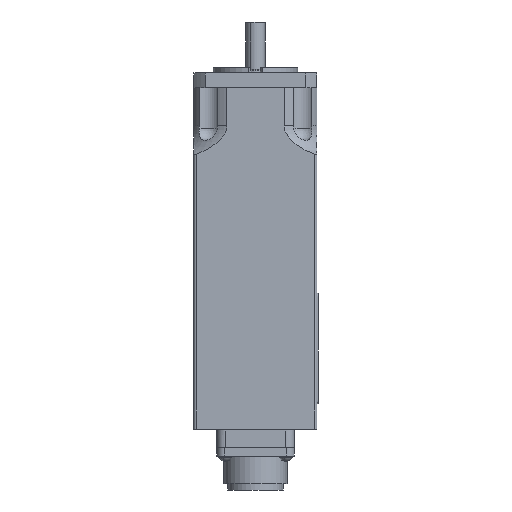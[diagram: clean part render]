
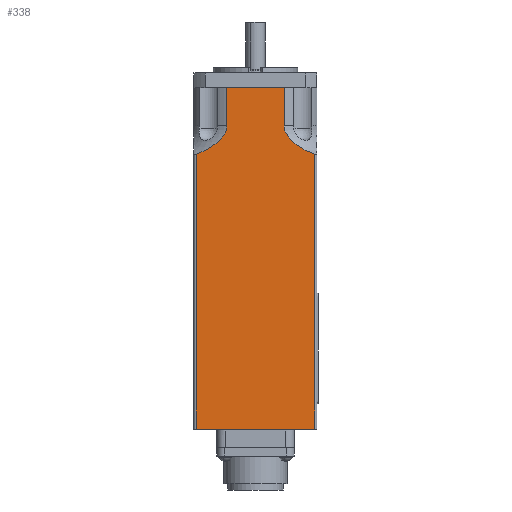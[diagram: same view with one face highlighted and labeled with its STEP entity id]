
A CAD part, front view. The second image highlights one B-rep face of the part: STEP entity #338.
In plain terms, the highlighted planar face has unit normal (0, -1, 0).
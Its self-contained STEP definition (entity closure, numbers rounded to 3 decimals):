
#52 = EDGE_CURVE ( 'NONE', #336, #65, #4870, .T. ) ;
#65 = VERTEX_POINT ( 'NONE', #4811 ) ;
#95 = VERTEX_POINT ( 'NONE', #4786 ) ;
#155 = VERTEX_POINT ( 'NONE', #8006 ) ;
#161 = VERTEX_POINT ( 'NONE', #7995 ) ;
#163 = EDGE_CURVE ( 'NONE', #155, #161, #7994, .T. ) ;
#336 = VERTEX_POINT ( 'NONE', #5289 ) ;
#338 = ADVANCED_FACE ( 'NONE', ( #5288 ), #5287, .T. ) ;
#339 = EDGE_LOOP ( 'NONE', ( #340, #341, #342, #343, #364, #365, #368, #370 ) ) ;
#340 = ORIENTED_EDGE ( 'NONE', *, *, #346, .T. ) ;
#341 = ORIENTED_EDGE ( 'NONE', *, *, #501, .T. ) ;
#342 = ORIENTED_EDGE ( 'NONE', *, *, #52, .T. ) ;
#343 = ORIENTED_EDGE ( 'NONE', *, *, #363, .T. ) ;
#346 = EDGE_CURVE ( 'NONE', #95, #502, #5346, .T. ) ;
#359 = EDGE_CURVE ( 'NONE', #360, #95, #5594, .T. ) ;
#360 = VERTEX_POINT ( 'NONE', #5590 ) ;
#363 = EDGE_CURVE ( 'NONE', #65, #155, #5584, .T. ) ;
#364 = ORIENTED_EDGE ( 'NONE', *, *, #163, .T. ) ;
#365 = ORIENTED_EDGE ( 'NONE', *, *, #366, .T. ) ;
#366 = EDGE_CURVE ( 'NONE', #161, #367, #5646, .T. ) ;
#367 = VERTEX_POINT ( 'NONE', #5645 ) ;
#368 = ORIENTED_EDGE ( 'NONE', *, *, #369, .F. ) ;
#369 = EDGE_CURVE ( 'NONE', #360, #367, #5647, .T. ) ;
#370 = ORIENTED_EDGE ( 'NONE', *, *, #359, .T. ) ;
#501 = EDGE_CURVE ( 'NONE', #502, #336, #5988, .T. ) ;
#502 = VERTEX_POINT ( 'NONE', #5989 ) ;
#4786 = CARTESIAN_POINT ( 'NONE',  ( 28., -29., -162. ) ) ;
#4811 = CARTESIAN_POINT ( 'NONE',  ( 13.528, -29., -1. ) ) ;
#4867 = DIRECTION ( 'NONE',  ( 0., 0., 1. ) ) ;
#4868 = VECTOR ( 'NONE', #4867, 1000. ) ;
#4869 = CARTESIAN_POINT ( 'NONE',  ( 13.528, -29., 22.566 ) ) ;
#4870 = LINE ( 'NONE', #4869, #4868 ) ;
#5283 = DIRECTION ( 'NONE',  ( 1., 0., 0. ) ) ;
#5284 = DIRECTION ( 'NONE',  ( 0., -1., 0. ) ) ;
#5285 = CARTESIAN_POINT ( 'NONE',  ( -28., -29., -163. ) ) ;
#5286 = AXIS2_PLACEMENT_3D ( 'NONE', #5285, #5284, #5283 ) ;
#5287 = PLANE ( 'NONE',  #5286 ) ;
#5288 = FACE_OUTER_BOUND ( 'NONE', #339, .T. ) ;
#5289 = CARTESIAN_POINT ( 'NONE',  ( 13.528, -29., -19. ) ) ;
#5343 = DIRECTION ( 'NONE',  ( 0., 0., 1. ) ) ;
#5344 = VECTOR ( 'NONE', #5343, 1000. ) ;
#5345 = CARTESIAN_POINT ( 'NONE',  ( 28., -29., -163. ) ) ;
#5346 = LINE ( 'NONE', #5345, #5344 ) ;
#5584 = LINE ( 'NONE', #5650, #5649 ) ;
#5590 = CARTESIAN_POINT ( 'NONE',  ( -28., -29., -162. ) ) ;
#5591 = DIRECTION ( 'NONE',  ( 1., 0., 0. ) ) ;
#5592 = VECTOR ( 'NONE', #5591, 1000. ) ;
#5593 = CARTESIAN_POINT ( 'NONE',  ( -28., -29., -162. ) ) ;
#5594 = LINE ( 'NONE', #5593, #5592 ) ;
#5622 = CARTESIAN_POINT ( 'NONE',  ( -28., -29., -32.426 ) ) ;
#5623 = CARTESIAN_POINT ( 'NONE',  ( -26.36, -29., -31.859 ) ) ;
#5624 = CARTESIAN_POINT ( 'NONE',  ( -24.788, -29., -31.162 ) ) ;
#5625 = CARTESIAN_POINT ( 'NONE',  ( -22.524, -29., -29.937 ) ) ;
#5626 = CARTESIAN_POINT ( 'NONE',  ( -21.786, -29., -29.498 ) ) ;
#5627 = CARTESIAN_POINT ( 'NONE',  ( -20.344, -29., -28.554 ) ) ;
#5628 = CARTESIAN_POINT ( 'NONE',  ( -19.638, -29., -28.049 ) ) ;
#5629 = CARTESIAN_POINT ( 'NONE',  ( -18.274, -29., -26.966 ) ) ;
#5630 = CARTESIAN_POINT ( 'NONE',  ( -17.618, -29., -26.389 ) ) ;
#5631 = CARTESIAN_POINT ( 'NONE',  ( -16.389, -29., -25.161 ) ) ;
#5632 = CARTESIAN_POINT ( 'NONE',  ( -15.818, -29., -24.513 ) ) ;
#5633 = CARTESIAN_POINT ( 'NONE',  ( -15.055, -29., -23.462 ) ) ;
#5634 = CARTESIAN_POINT ( 'NONE',  ( -14.816, -29., -23.097 ) ) ;
#5635 = CARTESIAN_POINT ( 'NONE',  ( -14.383, -29., -22.336 ) ) ;
#5636 = CARTESIAN_POINT ( 'NONE',  ( -14.193, -29., -21.946 ) ) ;
#5637 = CARTESIAN_POINT ( 'NONE',  ( -13.874, -29., -21.14 ) ) ;
#5638 = CARTESIAN_POINT ( 'NONE',  ( -13.747, -29., -20.725 ) ) ;
#5639 = CARTESIAN_POINT ( 'NONE',  ( -13.572, -29., -19.863 ) ) ;
#5640 = DIRECTION ( 'NONE',  ( 0., 0., 1. ) ) ;
#5641 = VECTOR ( 'NONE', #5640, 1000. ) ;
#5642 = CARTESIAN_POINT ( 'NONE',  ( -28., -29., -163. ) ) ;
#5643 = CARTESIAN_POINT ( 'NONE',  ( -13.528, -29., -19.431 ) ) ;
#5644 = CARTESIAN_POINT ( 'NONE',  ( -13.528, -29., -19. ) ) ;
#5645 = CARTESIAN_POINT ( 'NONE',  ( -28., -29., -32.426 ) ) ;
#5646 = B_SPLINE_CURVE_WITH_KNOTS ( 'NONE', 3,
 ( #5644, #5643, #5639, #5638, #5637, #5636, #5635, #5634, #5633, #5632, #5631, #5630, #5629, #5628, #5627, #5626, #5625, #5624, #5623, #5622 ),
 .UNSPECIFIED., .F., .F.,
 ( 4, 2, 2, 2, 2, 2, 2, 2, 2, 4 ),
 ( 0.1, 0.101, 0.102, 0.104, 0.105, 0.108, 0.11, 0.113, 0.115, 0.12 ),
 .UNSPECIFIED. ) ;
#5647 = LINE ( 'NONE', #5642, #5641 ) ;
#5648 = DIRECTION ( 'NONE',  ( -1., 0., 0. ) ) ;
#5649 = VECTOR ( 'NONE', #5648, 1000. ) ;
#5650 = CARTESIAN_POINT ( 'NONE',  ( -28., -29., -1. ) ) ;
#5958 = CARTESIAN_POINT ( 'NONE',  ( 13.528, -29., -19. ) ) ;
#5959 = CARTESIAN_POINT ( 'NONE',  ( 13.528, -29., -19.435 ) ) ;
#5960 = CARTESIAN_POINT ( 'NONE',  ( 13.573, -29., -19.867 ) ) ;
#5961 = CARTESIAN_POINT ( 'NONE',  ( 13.704, -29., -20.512 ) ) ;
#5962 = CARTESIAN_POINT ( 'NONE',  ( 13.758, -29., -20.725 ) ) ;
#5963 = CARTESIAN_POINT ( 'NONE',  ( 13.884, -29., -21.142 ) ) ;
#5964 = CARTESIAN_POINT ( 'NONE',  ( 13.956, -29., -21.346 ) ) ;
#5965 = CARTESIAN_POINT ( 'NONE',  ( 14.194, -29., -21.949 ) ) ;
#5966 = CARTESIAN_POINT ( 'NONE',  ( 14.384, -29., -22.337 ) ) ;
#5967 = CARTESIAN_POINT ( 'NONE',  ( 14.813, -29., -23.091 ) ) ;
#5968 = CARTESIAN_POINT ( 'NONE',  ( 15.053, -29., -23.459 ) ) ;
#5969 = CARTESIAN_POINT ( 'NONE',  ( 15.821, -29., -24.517 ) ) ;
#5970 = CARTESIAN_POINT ( 'NONE',  ( 16.397, -29., -25.17 ) ) ;
#5971 = CARTESIAN_POINT ( 'NONE',  ( 17.634, -29., -26.404 ) ) ;
#5972 = CARTESIAN_POINT ( 'NONE',  ( 18.284, -29., -26.973 ) ) ;
#5973 = CARTESIAN_POINT ( 'NONE',  ( 19.631, -29., -28.044 ) ) ;
#5974 = CARTESIAN_POINT ( 'NONE',  ( 20.329, -29., -28.544 ) ) ;
#5975 = CARTESIAN_POINT ( 'NONE',  ( 21.764, -29., -29.484 ) ) ;
#5976 = CARTESIAN_POINT ( 'NONE',  ( 22.502, -29., -29.924 ) ) ;
#5977 = CARTESIAN_POINT ( 'NONE',  ( 23.638, -29., -30.54 ) ) ;
#5978 = CARTESIAN_POINT ( 'NONE',  ( 24.022, -29., -30.738 ) ) ;
#5979 = CARTESIAN_POINT ( 'NONE',  ( 24.799, -29., -31.12 ) ) ;
#5980 = CARTESIAN_POINT ( 'NONE',  ( 25.194, -29., -31.304 ) ) ;
#5981 = CARTESIAN_POINT ( 'NONE',  ( 26.384, -29., -31.829 ) ) ;
#5982 = CARTESIAN_POINT ( 'NONE',  ( 27.187, -29., -32.145 ) ) ;
#5983 = CARTESIAN_POINT ( 'NONE',  ( 28., -29., -32.426 ) ) ;
#5988 = B_SPLINE_CURVE_WITH_KNOTS ( 'NONE', 3,
 ( #5983, #5982, #5981, #5980, #5979, #5978, #5977, #5976, #5975, #5974, #5973, #5972, #5971, #5970, #5969, #5968, #5967, #5966, #5965, #5964, #5963, #5962, #5961, #5960, #5959, #5958 ),
 .UNSPECIFIED., .F., .F.,
 ( 4, 2, 2, 2, 2, 2, 2, 2, 2, 2, 2, 2, 4 ),
 ( 0.087, 0.089, 0.091, 0.092, 0.095, 0.097, 0.1, 0.102, 0.104, 0.105, 0.106, 0.106, 0.107 ),
 .UNSPECIFIED. ) ;
#5989 = CARTESIAN_POINT ( 'NONE',  ( 28., -29., -32.426 ) ) ;
#7991 = DIRECTION ( 'NONE',  ( 0., 0., -1. ) ) ;
#7992 = VECTOR ( 'NONE', #7991, 1000. ) ;
#7993 = CARTESIAN_POINT ( 'NONE',  ( -13.528, -29., 22.566 ) ) ;
#7994 = LINE ( 'NONE', #7993, #7992 ) ;
#7995 = CARTESIAN_POINT ( 'NONE',  ( -13.528, -29., -19. ) ) ;
#8006 = CARTESIAN_POINT ( 'NONE',  ( -13.528, -29., -1. ) ) ;
